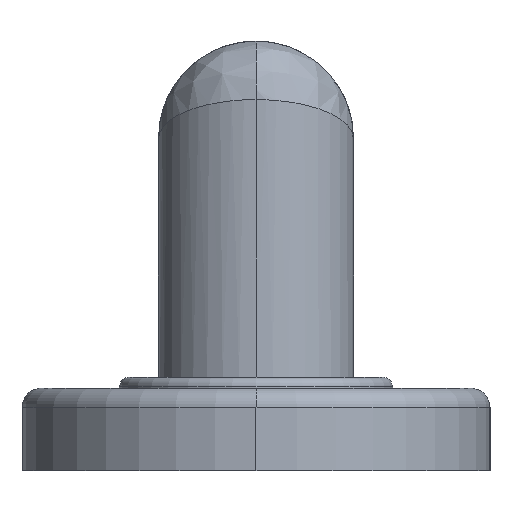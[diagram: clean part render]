
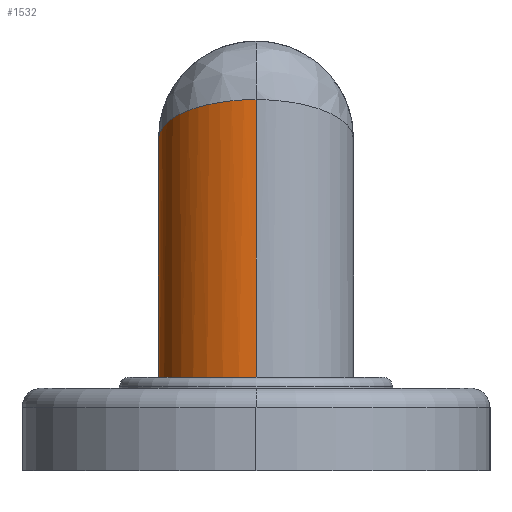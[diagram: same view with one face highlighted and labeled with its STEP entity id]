
A CAD part, left-side view. The second image highlights one B-rep face of the part: STEP entity #1532.
In plain terms, the highlighted cylindrical face has radius 15.875 mm (diameter 31.75 mm), a partial arc.
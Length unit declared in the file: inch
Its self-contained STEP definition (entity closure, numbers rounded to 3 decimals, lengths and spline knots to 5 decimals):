
#424=CARTESIAN_POINT('',(-2.,0.,0.6));
#425=DIRECTION('',(0.,0.,-1.));
#426=DIRECTION('',(-1.,0.,0.));
#427=AXIS2_PLACEMENT_3D('',#424,#425,#426);
#429=CARTESIAN_POINT('',(-1.375,0.,
1.443));
#430=CARTESIAN_POINT('',(-1.375,0.01664,1.443));
#431=CARTESIAN_POINT('',(-1.37633,0.0502,1.44447));
#432=CARTESIAN_POINT('',(-1.38249,0.10098,1.45123));
#433=CARTESIAN_POINT('',(-1.39303,0.15214,1.46282));
#434=CARTESIAN_POINT('',(-1.40826,0.20362,1.47956));
#435=CARTESIAN_POINT('',(-1.42866,0.25547,1.50198));
#436=CARTESIAN_POINT('',(-1.45475,0.30741,1.53066));
#437=CARTESIAN_POINT('',(-1.48717,0.35907,1.56629));
#438=CARTESIAN_POINT('',(-1.52654,0.40976,1.60958));
#439=CARTESIAN_POINT('',(-1.5734,0.45852,1.66108));
#440=CARTESIAN_POINT('',(-1.62807,0.50405,1.72118));
#441=CARTESIAN_POINT('',(-1.69055,0.54479,1.78985));
#442=CARTESIAN_POINT('',(-1.76035,0.57903,1.86657));
#443=CARTESIAN_POINT('',(-1.83636,0.60503,1.95012));
#444=CARTESIAN_POINT('',(-1.91708,0.62131,2.03885));
#445=CARTESIAN_POINT('',(-1.97214,0.625,2.09938));
#446=CARTESIAN_POINT('',(-2.,0.625,2.13));
#448=CARTESIAN_POINT('',(-2.625,0.,2.38));
#449=CARTESIAN_POINT('',(-2.625,0.02079,2.38));
#450=CARTESIAN_POINT('',(-2.62292,0.06243,2.37916));
#451=CARTESIAN_POINT('',(-2.61357,0.12438,2.37543));
#452=CARTESIAN_POINT('',(-2.598,0.18533,2.36921));
#453=CARTESIAN_POINT('',(-2.57625,0.24475,2.36049));
#454=CARTESIAN_POINT('',(-2.5484,0.30207,2.34937));
#455=CARTESIAN_POINT('',(-2.51457,0.35669,2.33583));
#456=CARTESIAN_POINT('',(-2.47492,0.40803,2.31996));
#457=CARTESIAN_POINT('',(-2.42972,0.45542,2.30189));
#458=CARTESIAN_POINT('',(-2.37931,0.49822,2.28172));
#459=CARTESIAN_POINT('',(-2.32412,0.53579,2.25964));
#460=CARTESIAN_POINT('',(-2.26472,0.56751,2.23589));
#461=CARTESIAN_POINT('',(-2.2018,0.59283,2.21073));
#462=CARTESIAN_POINT('',(-2.13613,0.61127,2.18444));
#463=CARTESIAN_POINT('',(-2.06859,0.62249,2.15743));
#464=CARTESIAN_POINT('',(-2.02287,0.625,2.13923));
#465=CARTESIAN_POINT('',(-2.,0.625,2.13));
#467=DIRECTION('',(0.,0.,-1.));
#468=VECTOR('',#467,1.78);
#469=CARTESIAN_POINT('',(-2.625,0.,2.38));
#470=LINE('',#469,#468);
#610=DIRECTION('',(0.,0.,-1.));
#611=VECTOR('',#610,0.843);
#612=CARTESIAN_POINT('',(-1.375,0.,
1.443));
#613=LINE('',#612,#611);
#690=CARTESIAN_POINT('',(-2.625,0.,2.38));
#692=VERTEX_POINT('',#690);
#698=VERTEX_POINT('',#429);
#699=VERTEX_POINT('',#446);
#714=CARTESIAN_POINT('',(-1.375,0.,0.6));
#715=CARTESIAN_POINT('',(-2.625,0.,0.6));
#716=VERTEX_POINT('',#714);
#717=VERTEX_POINT('',#715);
#1516=CARTESIAN_POINT('',(-2.,0.,2.13));
#1517=DIRECTION('',(0.,0.,-1.));
#1518=DIRECTION('',(1.,0.,0.));
#1519=AXIS2_PLACEMENT_3D('',#1516,#1517,#1518);
#1520=CYLINDRICAL_SURFACE('',#1519,0.625);
#1522=ORIENTED_EDGE('',*,*,#1521,.T.);
#1524=ORIENTED_EDGE('',*,*,#1523,.F.);
#1525=ORIENTED_EDGE('',*,*,#1508,.T.);
#1527=ORIENTED_EDGE('',*,*,#1526,.F.);
#1529=ORIENTED_EDGE('',*,*,#1528,.T.);
#1530=EDGE_LOOP('',(#1522,#1524,#1525,#1527,#1529));
#1531=FACE_OUTER_BOUND('',#1530,.F.);
#1532=ADVANCED_FACE('',(#1531),#1520,.T.);
#428=CIRCLE('',#427,0.625);
#447=B_SPLINE_CURVE_WITH_KNOTS('',3,(#429,#430,#431,#432,#433,#434,#435,#436,
#437,#438,#439,#440,#441,#442,#443,#444,#445,#446),.UNSPECIFIED.,.F.,.F.,(4,1,1,
1,1,1,1,1,1,1,1,1,1,1,1,4),(0.,0.06667,0.13333,0.2,
0.26667,0.33333,0.4,0.46667,0.53333,
0.6,0.66667,0.73333,0.8,0.86667,
0.93333,1.),.UNSPECIFIED.);
#466=B_SPLINE_CURVE_WITH_KNOTS('',3,(#448,#449,#450,#451,#452,#453,#454,#455,
#456,#457,#458,#459,#460,#461,#462,#463,#464,#465),.UNSPECIFIED.,.F.,.F.,(4,1,1,
1,1,1,1,1,1,1,1,1,1,1,1,4),(0.,0.06667,0.13333,0.2,
0.26667,0.33333,0.4,0.46667,0.53333,
0.6,0.66667,0.73333,0.8,0.86667,
0.93333,1.),.UNSPECIFIED.);
#1508=EDGE_CURVE('',#698,#699,#447,.T.);
#1521=EDGE_CURVE('',#717,#716,#428,.T.);
#1523=EDGE_CURVE('',#698,#716,#613,.T.);
#1526=EDGE_CURVE('',#692,#699,#466,.T.);
#1528=EDGE_CURVE('',#692,#717,#470,.T.);
